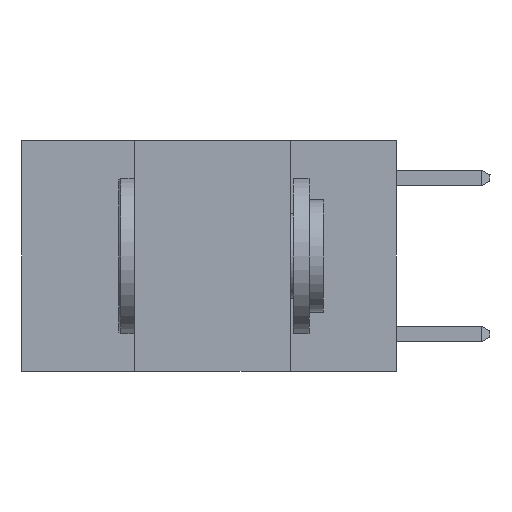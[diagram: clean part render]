
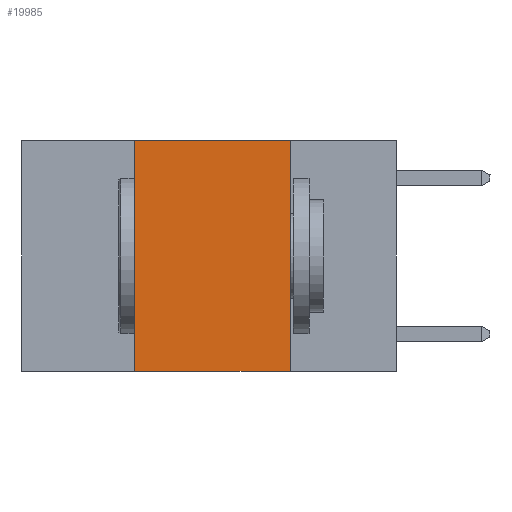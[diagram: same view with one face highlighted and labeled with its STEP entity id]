
A CAD part, left-side view. The second image highlights one B-rep face of the part: STEP entity #19985.
In plain terms, the highlighted planar face has unit normal (-1, 0, 0).
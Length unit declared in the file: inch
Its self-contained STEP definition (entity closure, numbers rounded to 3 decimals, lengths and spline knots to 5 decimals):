
#83 = VERTEX_POINT ( 'NONE', #18723 ) ;
#1477 = CARTESIAN_POINT ( 'NONE',  ( 0., 0.6, 0. ) ) ;
#2160 = LINE ( 'NONE', #7134, #31235 ) ;
#2409 = PLANE ( 'NONE',  #20372 ) ;
#2881 = CARTESIAN_POINT ( 'NONE',  ( 0., 0.17, -0.37 ) ) ;
#2971 = ORIENTED_EDGE ( 'NONE', *, *, #21576, .F. ) ;
#4993 = CARTESIAN_POINT ( 'NONE',  ( 0., 0.42, 0. ) ) ;
#6510 = VECTOR ( 'NONE', #12392, 39.37008 ) ;
#6629 = VECTOR ( 'NONE', #15033, 39.37008 ) ;
#7134 = CARTESIAN_POINT ( 'NONE',  ( 0., 0.17, 0. ) ) ;
#7397 = FACE_OUTER_BOUND ( 'NONE', #10881, .T. ) ;
#9387 = DIRECTION ( 'NONE',  ( 0., 0., -1. ) ) ;
#10285 = ORIENTED_EDGE ( 'NONE', *, *, #19990, .F. ) ;
#10881 = EDGE_LOOP ( 'NONE', ( #2971, #16267, #10285, #22422 ) ) ;
#11280 = DIRECTION ( 'NONE',  ( 0., -1., 0. ) ) ;
#11911 = LINE ( 'NONE', #4993, #6510 ) ;
#12392 = DIRECTION ( 'NONE',  ( 0., 0., 1. ) ) ;
#12545 = DIRECTION ( 'NONE',  ( 0., 0., -1. ) ) ;
#13259 = EDGE_CURVE ( 'NONE', #83, #30136, #15510, .T. ) ;
#13700 = LINE ( 'NONE', #1477, #31187 ) ;
#14493 = DIRECTION ( 'NONE',  ( 1., 0., 0. ) ) ;
#15033 = DIRECTION ( 'NONE',  ( 0., -1., 0. ) ) ;
#15510 = LINE ( 'NONE', #20313, #6629 ) ;
#16075 = VERTEX_POINT ( 'NONE', #18112 ) ;
#16267 = ORIENTED_EDGE ( 'NONE', *, *, #20553, .F. ) ;
#18112 = CARTESIAN_POINT ( 'NONE',  ( 0., 0.17, 0. ) ) ;
#18723 = CARTESIAN_POINT ( 'NONE',  ( 0., 0.42, -0.37 ) ) ;
#19985 = ADVANCED_FACE ( 'NONE', ( #7397 ), #2409, .F. ) ;
#19990 = EDGE_CURVE ( 'NONE', #83, #27039, #11911, .T. ) ;
#20313 = CARTESIAN_POINT ( 'NONE',  ( 0., 0.6, -0.37 ) ) ;
#20372 = AXIS2_PLACEMENT_3D ( 'NONE', #27021, #14493, #12545 ) ;
#20553 = EDGE_CURVE ( 'NONE', #27039, #16075, #13700, .T. ) ;
#21576 = EDGE_CURVE ( 'NONE', #16075, #30136, #2160, .T. ) ;
#22422 = ORIENTED_EDGE ( 'NONE', *, *, #13259, .T. ) ;
#23616 = CARTESIAN_POINT ( 'NONE',  ( 0., 0.42, 0. ) ) ;
#27021 = CARTESIAN_POINT ( 'NONE',  ( 0., 0.6, 0. ) ) ;
#27039 = VERTEX_POINT ( 'NONE', #23616 ) ;
#30136 = VERTEX_POINT ( 'NONE', #2881 ) ;
#31187 = VECTOR ( 'NONE', #11280, 39.37008 ) ;
#31235 = VECTOR ( 'NONE', #9387, 39.37008 ) ;
